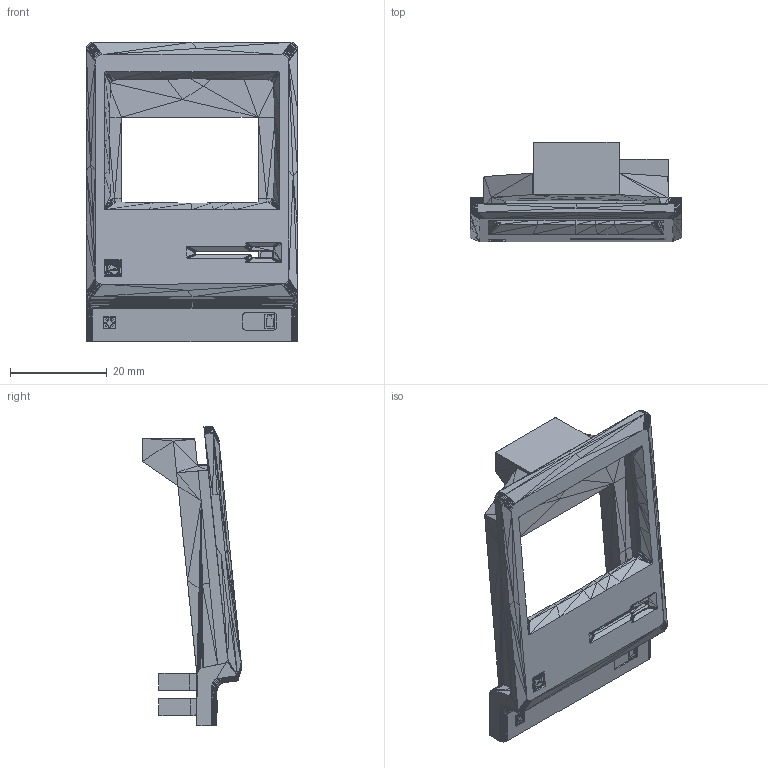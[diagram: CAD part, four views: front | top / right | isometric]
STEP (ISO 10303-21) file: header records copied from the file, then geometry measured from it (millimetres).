
FILE_DESCRIPTION(/* description */ (''),/* implementation_level */ '2;1');
FILE_NAME(/* name */ 'uPicoMac v18-front.step',/* time_stamp */ '2025-08-18T13:02:36+08:00',/* author */ (''),/* organization */ (''),/* preprocessor_version */ 'ST-DEVELOPER v20.1',/* originating_system */ 'Autodesk Translation Framework v14.10.0.0',/* authorisation */ '');
FILE_SCHEMA (('AUTOMOTIVE_DESIGN { 1 0 10303 214 3 1 1 }'));
Products named in the file (1): uPicoMac
Bounding box: 43.79 x 20.62 x 62.04 mm (x, y, z)
Volume: 10489.6 mm3; surface area: 8348.6 mm2
Topology: 1 solids, 1 shells, 3106 faces, 5494 edges, 2387 vertices
Faces by surface type: plane 3100, cylinder 6
Full cylindrical faces by diameter (mm): 1.8 x3, 2 x1, 4 x2
Entity records: 68182 total; most frequent: DIRECTION 11778, CARTESIAN_POINT 10982, ORIENTED_EDGE 10980, EDGE_CURVE 5490, LINE 5416, VECTOR 5416, AXIS2_PLACEMENT_3D 3181, EDGE_LOOP 3121
